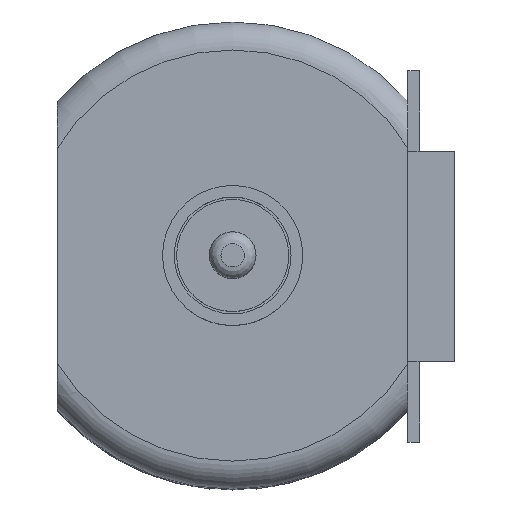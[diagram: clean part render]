
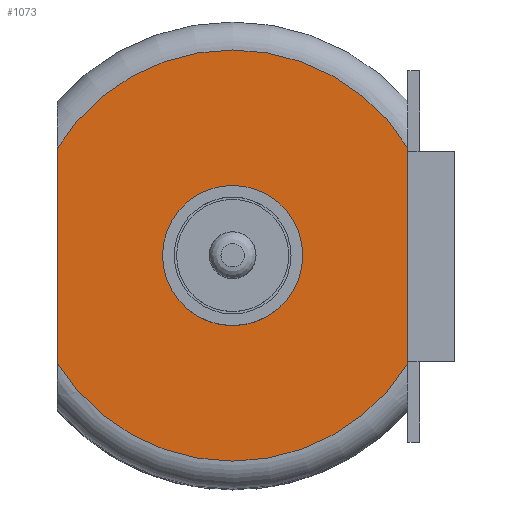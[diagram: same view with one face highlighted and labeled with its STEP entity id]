
A CAD part, top view. The second image highlights one B-rep face of the part: STEP entity #1073.
In plain terms, the highlighted planar face has unit normal (0, 0, 1).
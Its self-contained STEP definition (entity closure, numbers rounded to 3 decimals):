
#37=FACE_BOUND('',#364,.T.);
#46=LINE('',#1624,#151);
#47=LINE('',#1627,#152);
#151=VECTOR('',#1273,10.);
#152=VECTOR('',#1276,10.);
#256=PLANE('',#1154);
#299=FACE_OUTER_BOUND('',#363,.T.);
#363=EDGE_LOOP('',(#756,#757,#758,#759));
#364=EDGE_LOOP('',(#760));
#435=CIRCLE('',#1152,8.8);
#437=CIRCLE('',#1155,8.8);
#438=CIRCLE('',#1156,3.);
#490=VERTEX_POINT('',#1597);
#491=VERTEX_POINT('',#1608);
#493=VERTEX_POINT('',#1623);
#494=VERTEX_POINT('',#1625);
#495=VERTEX_POINT('',#1628);
#594=EDGE_CURVE('',#490,#491,#435,.T.);
#597=EDGE_CURVE('',#490,#493,#46,.T.);
#598=EDGE_CURVE('',#494,#493,#437,.T.);
#599=EDGE_CURVE('',#494,#491,#47,.T.);
#600=EDGE_CURVE('',#495,#495,#438,.T.);
#756=ORIENTED_EDGE('',*,*,#594,.F.);
#757=ORIENTED_EDGE('',*,*,#597,.T.);
#758=ORIENTED_EDGE('',*,*,#598,.F.);
#759=ORIENTED_EDGE('',*,*,#599,.T.);
#760=ORIENTED_EDGE('',*,*,#600,.T.);
#1073=ADVANCED_FACE('',(#299,#37),#256,.T.);
#1152=AXIS2_PLACEMENT_3D('',#1609,#1267,#1268);
#1154=AXIS2_PLACEMENT_3D('',#1622,#1271,#1272);
#1155=AXIS2_PLACEMENT_3D('',#1626,#1274,#1275);
#1156=AXIS2_PLACEMENT_3D('',#1629,#1277,#1278);
#1267=DIRECTION('center_axis',(0.,0.,-1.));
#1268=DIRECTION('ref_axis',(0.,1.,0.));
#1271=DIRECTION('center_axis',(0.,0.,1.));
#1272=DIRECTION('ref_axis',(1.,0.,0.));
#1273=DIRECTION('',(0.,-1.,0.));
#1274=DIRECTION('center_axis',(0.,0.,-1.));
#1275=DIRECTION('ref_axis',(0.,-1.,0.));
#1276=DIRECTION('',(0.,1.,0.));
#1277=DIRECTION('center_axis',(0.,0.,-1.));
#1278=DIRECTION('ref_axis',(-1.,0.,0.));
#1597=CARTESIAN_POINT('',(-7.5,4.603,20.));
#1608=CARTESIAN_POINT('',(7.5,4.603,20.));
#1609=CARTESIAN_POINT('Origin',(0.,0.,20.));
#1622=CARTESIAN_POINT('Origin',(0.,0.,20.));
#1623=CARTESIAN_POINT('',(-7.5,-4.603,20.));
#1624=CARTESIAN_POINT('',(-7.5,-10.,20.));
#1625=CARTESIAN_POINT('',(7.5,-4.603,20.));
#1626=CARTESIAN_POINT('Origin',(0.,0.,20.));
#1627=CARTESIAN_POINT('',(7.5,10.,20.));
#1628=CARTESIAN_POINT('',(3.,0.,20.));
#1629=CARTESIAN_POINT('Origin',(0.,0.,20.));
